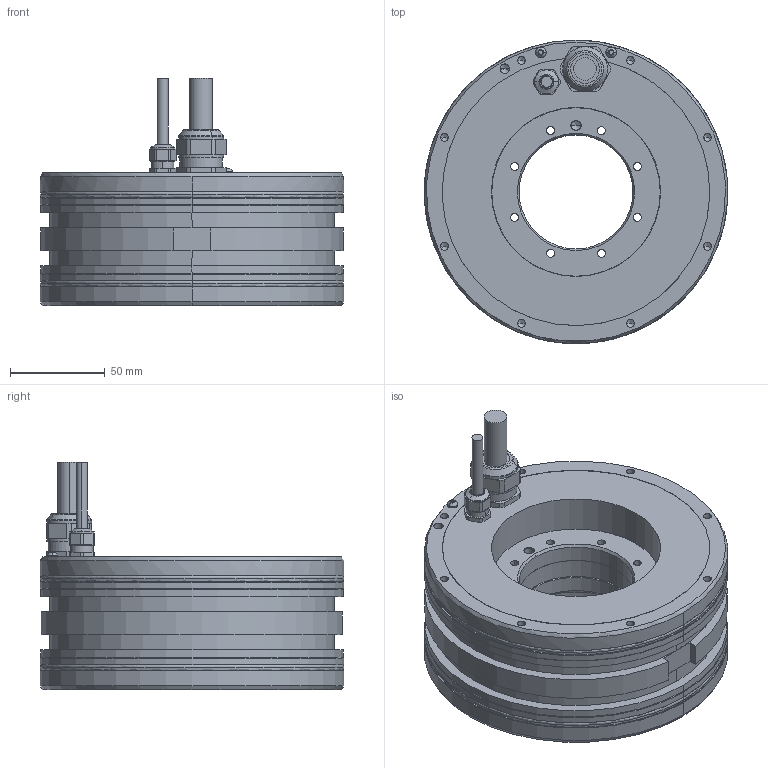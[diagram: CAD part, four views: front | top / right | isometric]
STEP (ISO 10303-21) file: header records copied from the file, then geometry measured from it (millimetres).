
FILE_DESCRIPTION((''),'2;1');
FILE_NAME('PRT0001','2016-06-01T',('ch5533'),(''),'PRO/ENGINEER BY PARAMETRIC TECHNOLOGY CORPORATION, 2014000','PRO/ENGINEER BY PARAMETRIC TECHNOLOGY CORPORATION, 2014000','');
FILE_SCHEMA(('CONFIG_CONTROL_DESIGN'));
Length unit declared in the file: millimetre
Products named in the file (1): PRT0001
Bounding box: 160 x 160 x 119.8 mm (x, y, z)
Volume: 1033024.8 mm3; surface area: 139346.9 mm2
Topology: 4 solids, 13 shells, 456 faces, 1084 edges, 656 vertices
Faces by surface type: cylinder 213, cone 98, plane 95, torus 38, revolution 8, sphere 4
Entity records: 17098 total; most frequent: CARTESIAN_POINT 2760, DIRECTION 2515, ORIENTED_EDGE 2092, AXIS2_PLACEMENT_3D 1062, EDGE_CURVE 1046, VERTEX_POINT 656, CIRCLE 614, EDGE_LOOP 538
